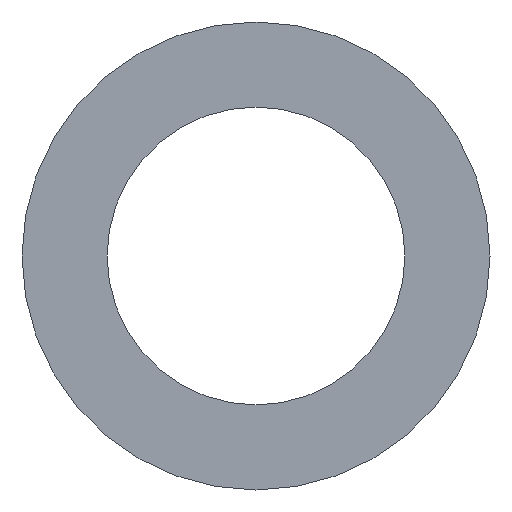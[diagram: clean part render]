
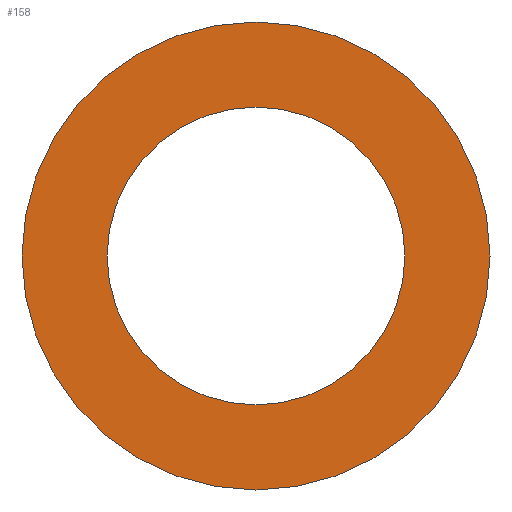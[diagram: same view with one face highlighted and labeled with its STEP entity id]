
A CAD part, front view. The second image highlights one B-rep face of the part: STEP entity #158.
In plain terms, the highlighted planar face has unit normal (0, -1, 0).
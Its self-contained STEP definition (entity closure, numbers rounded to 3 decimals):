
#3=CARTESIAN_POINT('POINT2',(-2.778,-2.778,0.));
#4=VERTEX_POINT('VERTEX2',#3);
#20=CARTESIAN_POINT('POINT4',(2.778,-2.778,0.));
#21=VERTEX_POINT('VERTEX4',#20);
#28=CARTESIAN_POINT('POS4',(0.,-2.778,0.));
#29=DIRECTION('DIR5',(0.,-1.,0.));
#30=DIRECTION('DIR6',(1.,0.,0.));
#31=AXIS2_PLACEMENT_3D('AXIS2',#28,#29,#30);
#32=CIRCLE('ELLIPSE2',#31,2.778);
#33=EDGE_CURVE('EDGE4',#21,#4,#32,.T.);
#52=CARTESIAN_POINT('POS7',(0.,-2.778,0.));
#53=DIRECTION('DIR11',(0.,-1.,0.));
#54=DIRECTION('DIR12',(-1.,0.,0.));
#55=AXIS2_PLACEMENT_3D('AXIS5',#52,#53,#54);
#56=CIRCLE('ELLIPSE4',#55,2.778);
#57=EDGE_CURVE('EDGE6',#4,#21,#56,.T.);
#129=CARTESIAN_POINT('POINT9',(-4.366,-2.778,0.));
#130=VERTEX_POINT('VERTEX9',#129);
#131=CARTESIAN_POINT('POINT10',(4.366,-2.778,0.));
#132=VERTEX_POINT('VERTEX10',#131);
#133=CARTESIAN_POINT('POS16',(0.,-2.778,
   0.));
#134=DIRECTION('DIR27',(0.,1.,0.));
#135=DIRECTION('DIR28',(-1.,0.,0.));
#136=AXIS2_PLACEMENT_3D('AXIS12',#133,#134,#135);
#137=CIRCLE('ELLIPSE8',#136,4.366);
#138=EDGE_CURVE('EDGE12',#130,#132,#137,.T.);
#139=ORIENTED_EDGE('COEDGE17',*,*,#138,.F.);
#140=CARTESIAN_POINT('POS17',(0.,-2.778,
   0.));
#141=DIRECTION('DIR29',(0.,-1.,0.));
#142=DIRECTION('DIR30',(-1.,0.,0.));
#143=AXIS2_PLACEMENT_3D('AXIS13',#140,#141,#142);
#144=CIRCLE('ELLIPSE9',#143,4.366);
#145=EDGE_CURVE('EDGE13',#130,#132,#144,.T.);
#146=ORIENTED_EDGE('COEDGE18',*,*,#145,.T.);
#147=EDGE_LOOP('NONE',(#139,#146));
#148=FACE_BOUND('LOOP1',#147,.T.);
#149=ORIENTED_EDGE('COEDGE19',*,*,#57,.F.);
#150=ORIENTED_EDGE('COEDGE20',*,*,#33,.F.);
#151=EDGE_LOOP('NONE',(#149,#150));
#152=FACE_BOUND('LOOP1',#151,.T.);
#153=CARTESIAN_POINT('POS18',(0.,-2.778,0.));
#154=DIRECTION('DIR31',(0.,1.,0.));
#155=DIRECTION('DIR32',(1.,0.,0.));
#156=AXIS2_PLACEMENT_3D('AXIS14',#153,#154,#155);
#157=PLANE('PLANE2',#156);
#158=ADVANCED_FACE('FACE5',(#148,#152),#157,.F.);
